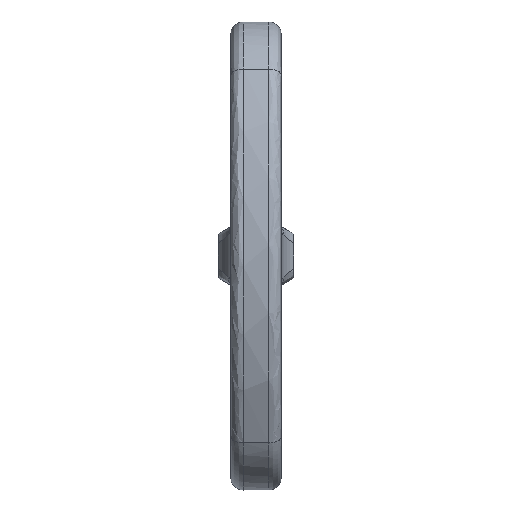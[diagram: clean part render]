
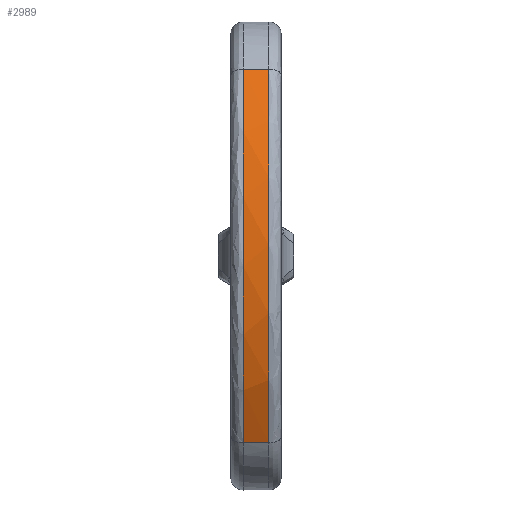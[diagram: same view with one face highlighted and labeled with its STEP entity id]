
A CAD part, front view. The second image highlights one B-rep face of the part: STEP entity #2989.
In plain terms, the highlighted free-form (B-spline) face has degree [1, 2] with [2, 3] control points.
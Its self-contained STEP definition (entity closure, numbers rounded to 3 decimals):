
#607=CARTESIAN_POINT('',(-1.0,-62.48,14.765));
#608=VERTEX_POINT('',#607);
#662=CARTESIAN_POINT('',(-1.0,-62.48,-14.765));
#663=VERTEX_POINT('',#662);
#675=CARTESIAN_POINT('',(-1.0,-62.48,14.765));
#676=CARTESIAN_POINT('',(-1.,-63.299,13.249));
#677=CARTESIAN_POINT('',(-1.,-64.572,10.339));
#678=CARTESIAN_POINT('',(-1.,-65.674,6.185));
#679=CARTESIAN_POINT('',(-1.,-66.14,2.765));
#680=CARTESIAN_POINT('',(-1.,-66.263,-0.401));
#681=CARTESIAN_POINT('',(-1.,-66.051,-3.926));
#682=CARTESIAN_POINT('',(-1.0,-65.324,-7.755));
#683=CARTESIAN_POINT('',(-1.,-64.089,-11.489));
#684=CARTESIAN_POINT('',(-1.,-63.051,-13.707));
#685=CARTESIAN_POINT('',(-1.0,-62.48,-14.765));
#686=B_SPLINE_CURVE_WITH_KNOTS('',3,(#675,#676,#677,#678,#679,#680,#681,#682,#683,#684,#685),.UNSPECIFIED.,.F.,.U.,(4,1,1,1,1,1,1,1,4),(0.,5.169,9.497,12.862,15.507,18.993,23.441,27.167,30.774),.UNSPECIFIED.);
#687=EDGE_CURVE('',#608,#663,#686,.T.);
#1929=CARTESIAN_POINT('',(1.0,-62.48,-14.765));
#1930=VERTEX_POINT('',#1929);
#2004=CARTESIAN_POINT('',(1.0,-62.48,14.765));
#2005=VERTEX_POINT('',#2004);
#2017=CARTESIAN_POINT('',(1.0,-62.48,-14.765));
#2018=CARTESIAN_POINT('',(1.,-62.994,-13.813));
#2019=CARTESIAN_POINT('',(1.,-63.975,-11.747));
#2020=CARTESIAN_POINT('',(1.,-64.946,-8.94));
#2021=CARTESIAN_POINT('',(1.,-65.647,-6.098));
#2022=CARTESIAN_POINT('',(1.0,-66.161,-2.89));
#2023=CARTESIAN_POINT('',(1.,-66.292,0.885));
#2024=CARTESIAN_POINT('',(1.,-65.908,4.84));
#2025=CARTESIAN_POINT('',(1.,-65.198,8.095));
#2026=CARTESIAN_POINT('',(1.,-64.096,11.448));
#2027=CARTESIAN_POINT('',(1.,-63.147,13.531));
#2028=CARTESIAN_POINT('',(1.0,-62.48,14.765));
#2029=B_SPLINE_CURVE_WITH_KNOTS('',3,(#2017,#2018,#2019,#2020,#2021,#2022,#2023,#2024,#2025,#2026,#2027,#2028),.UNSPECIFIED.,.F.,.U.,(4,1,1,1,1,1,1,1,1,4),(0.,3.246,6.852,8.896,12.021,16.589,20.195,23.922,26.566,30.774),.UNSPECIFIED.);
#2030=EDGE_CURVE('',#1930,#2005,#2029,.T.);
#2950=CARTESIAN_POINT('',(-1.0,-62.48,-14.765));
#2951=CARTESIAN_POINT('',(1.0,-62.48,-14.765));
#2952=QUASI_UNIFORM_CURVE('',1,(#2950,#2951),.UNSPECIFIED.,.F.,.U.);
#2953=EDGE_CURVE('',#663,#1930,#2952,.T.);
#2965=CARTESIAN_POINT('',(1.05,-62.084,15.475));
#2966=CARTESIAN_POINT('',(-1.051,-62.084,15.475));
#2967=CARTESIAN_POINT('',(1.05,-71.199,-0.381));
#2968=CARTESIAN_POINT('',(-1.051,-71.199,-0.381));
#2969=CARTESIAN_POINT('',(1.05,-61.75,-16.041));
#2970=CARTESIAN_POINT('',(-1.051,-61.75,-16.041));
#2978=(BOUNDED_SURFACE()B_SPLINE_SURFACE(1,2,((#2965,#2967,#2969),(#2966,#2968,#2970)),.UNSPECIFIED.,.F.,.F.,.U.)B_SPLINE_SURFACE_WITH_KNOTS((2,2),(3,3),(0.0,2.101),(0.0,33.86),.UNSPECIFIED.)GEOMETRIC_REPRESENTATION_ITEM()RATIONAL_B_SPLINE_SURFACE(((1.0,0.862,1.),(1.0,0.862,1.)))REPRESENTATION_ITEM('')SURFACE());
#2979=CARTESIAN_POINT('',(-1.0,-62.48,14.765));
#2980=CARTESIAN_POINT('',(1.0,-62.48,14.765));
#2981=QUASI_UNIFORM_CURVE('',1,(#2979,#2980),.UNSPECIFIED.,.F.,.U.);
#2982=EDGE_CURVE('',#608,#2005,#2981,.T.);
#2983=ORIENTED_EDGE('',*,*,#2982,.F.);
#2984=ORIENTED_EDGE('',*,*,#687,.T.);
#2985=ORIENTED_EDGE('',*,*,#2953,.T.);
#2986=ORIENTED_EDGE('',*,*,#2030,.T.);
#2987=EDGE_LOOP('',(#2983,#2984,#2985,#2986));
#2988=FACE_OUTER_BOUND('',#2987,.T.);
#2989=ADVANCED_FACE('',(#2988),#2978,.T.);
